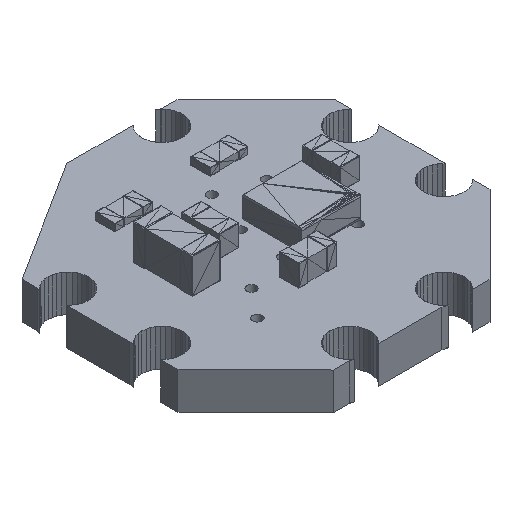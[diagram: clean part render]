
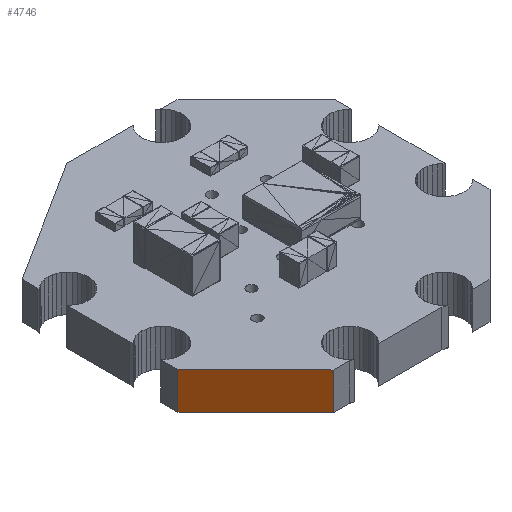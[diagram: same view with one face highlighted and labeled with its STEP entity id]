
A CAD part, isometric view. The second image highlights one B-rep face of the part: STEP entity #4746.
In plain terms, the highlighted planar face has unit normal (-0.711, -0.703, 0).
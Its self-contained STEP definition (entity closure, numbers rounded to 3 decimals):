
#4721 = VERTEX_POINT('',#4722);
#4722 = CARTESIAN_POINT('',(9.608,5.732,-1.));
#4728 = EDGE_CURVE('',#4729,#4721,#4731,.T.);
#4729 = VERTEX_POINT('',#4730);
#4730 = CARTESIAN_POINT('',(9.608,5.732,0.));
#4731 = LINE('',#4732,#4733);
#4732 = CARTESIAN_POINT('',(9.608,5.732,0.));
#4733 = VECTOR('',#4734,1.);
#4734 = DIRECTION('',(0.,0.,-1.));
#4746 = ADVANCED_FACE('',(#4747),#4772,.F.);
#4747 = FACE_BOUND('',#4748,.F.);
#4748 = EDGE_LOOP('',(#4749,#4750,#4758,#4766));
#4749 = ORIENTED_EDGE('',*,*,#4728,.T.);
#4750 = ORIENTED_EDGE('',*,*,#4751,.T.);
#4751 = EDGE_CURVE('',#4721,#4752,#4754,.T.);
#4752 = VERTEX_POINT('',#4753);
#4753 = CARTESIAN_POINT('',(7.525,7.84,-1.));
#4754 = LINE('',#4755,#4756);
#4755 = CARTESIAN_POINT('',(9.608,5.732,-1.));
#4756 = VECTOR('',#4757,1.);
#4757 = DIRECTION('',(-0.703,0.711,0.));
#4758 = ORIENTED_EDGE('',*,*,#4759,.F.);
#4759 = EDGE_CURVE('',#4760,#4752,#4762,.T.);
#4760 = VERTEX_POINT('',#4761);
#4761 = CARTESIAN_POINT('',(7.525,7.84,0.));
#4762 = LINE('',#4763,#4764);
#4763 = CARTESIAN_POINT('',(7.525,7.84,0.));
#4764 = VECTOR('',#4765,1.);
#4765 = DIRECTION('',(0.,0.,-1.));
#4766 = ORIENTED_EDGE('',*,*,#4767,.F.);
#4767 = EDGE_CURVE('',#4729,#4760,#4768,.T.);
#4768 = LINE('',#4769,#4770);
#4769 = CARTESIAN_POINT('',(9.608,5.732,0.));
#4770 = VECTOR('',#4771,1.);
#4771 = DIRECTION('',(-0.703,0.711,0.));
#4772 = PLANE('',#4773);
#4773 = AXIS2_PLACEMENT_3D('',#4774,#4775,#4776);
#4774 = CARTESIAN_POINT('',(9.608,5.732,0.));
#4775 = DIRECTION('',(0.711,0.703,0.));
#4776 = DIRECTION('',(-0.703,0.711,0.));
